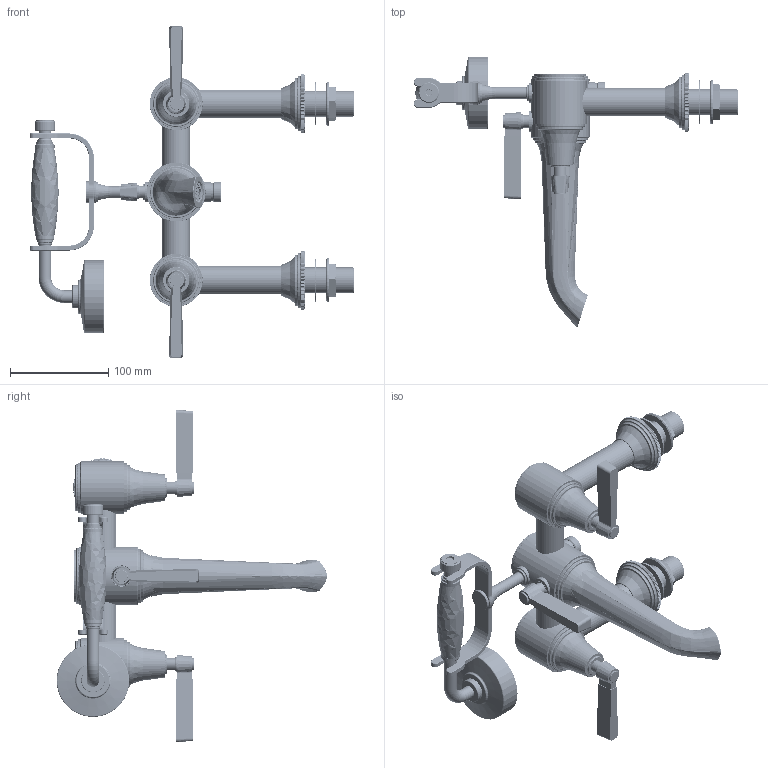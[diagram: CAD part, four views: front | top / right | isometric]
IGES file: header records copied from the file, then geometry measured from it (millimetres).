
Global section: file name: No Iges File Name specified; native system: Autodesk Inventor 2012; preprocessor: AutoDesk Inventor Iges Exporter R2012; author: adaniels; date: 20120917.140612; units: millimetre
Bounding box: 330.76 x 275.99 x 338.43 mm (x, y, z)
Volume: 928887.4 mm3; surface area: 375574.3 mm2
Topology: 87 solids, 87 shells, 5554 faces, 13142 edges, 8262 vertices
Faces by surface type: plane 2920, cylinder 844, revolution 654, cone 633, bspline 317, torus 185, sphere 1
Full cylindrical faces by diameter (mm): 1 x3, 2.5 x168, 3.141 x3, 3.621 x1, 4 x11, 5 x2, 5.8 x2, 7 x1, 7.8 x1, 8 x4, 8.85 x2, 9.1 x3, 9.4 x1, 9.7 x4, 11.25 x6, 11.8 x1, 11.998 x3, 12.35 x2, 12.6 x6, 12.7 x8, 12.8 x1, 13 x2, 13.95 x1, 14 x1, 14.1 x1, 14.37 x2, 14.8 x6, 15.2 x3, 16.5 x2, 16.8 x1
